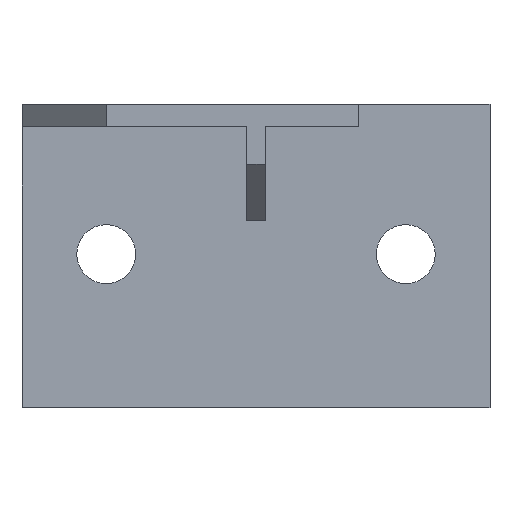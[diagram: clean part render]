
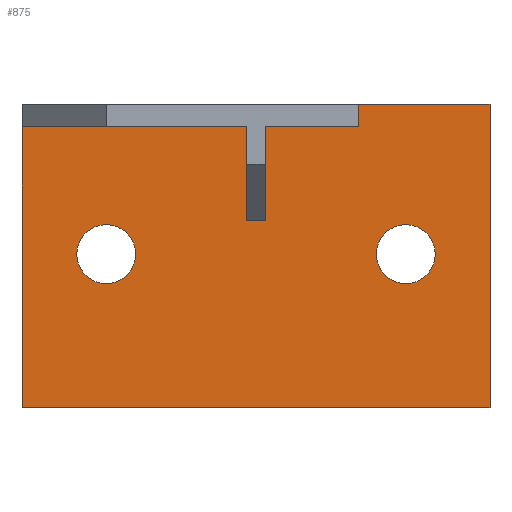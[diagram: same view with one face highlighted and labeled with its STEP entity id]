
A CAD part, left-side view. The second image highlights one B-rep face of the part: STEP entity #875.
In plain terms, the highlighted planar face has unit normal (-1, 0, 0).
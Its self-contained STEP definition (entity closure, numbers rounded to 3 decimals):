
#3 = ORIENTED_EDGE ( 'NONE', *, *, #1276, .F. ) ;
#25 = VERTEX_POINT ( 'NONE', #1311 ) ;
#39 = EDGE_CURVE ( 'NONE', #1189, #811, #432, .T. ) ;
#40 = LINE ( 'NONE', #1083, #838 ) ;
#42 = EDGE_CURVE ( 'NONE', #25, #374, #1552, .T. ) ;
#48 = EDGE_CURVE ( 'NONE', #695, #1453, #40, .T. ) ;
#67 = CARTESIAN_POINT ( 'NONE',  ( 145., 27., -16.75 ) ) ;
#75 = CARTESIAN_POINT ( 'NONE',  ( 145., 10., 0. ) ) ;
#77 = VECTOR ( 'NONE', #1537, 1000. ) ;
#83 = CARTESIAN_POINT ( 'NONE',  ( 145., -14., 2.4 ) ) ;
#103 = LINE ( 'NONE', #511, #594 ) ;
#118 = DIRECTION ( 'NONE',  ( 0., 1., 0. ) ) ;
#119 = ORIENTED_EDGE ( 'NONE', *, *, #439, .F. ) ;
#122 = AXIS2_PLACEMENT_3D ( 'NONE', #949, #1569, #580 ) ;
#130 = ORIENTED_EDGE ( 'NONE', *, *, #1030, .F. ) ;
#132 = CARTESIAN_POINT ( 'NONE',  ( 145., 27., -13.6 ) ) ;
#161 = DIRECTION ( 'NONE',  ( 0., -1., 0. ) ) ;
#171 = DIRECTION ( 'NONE',  ( 0., 0., 1. ) ) ;
#178 = VECTOR ( 'NONE', #605, 1000. ) ;
#205 = CARTESIAN_POINT ( 'NONE',  ( 145., -5., -13.6 ) ) ;
#208 = VECTOR ( 'NONE', #481, 1000. ) ;
#234 = EDGE_LOOP ( 'NONE', ( #130, #339 ) ) ;
#242 = ORIENTED_EDGE ( 'NONE', *, *, #48, .T. ) ;
#250 = CARTESIAN_POINT ( 'NONE',  ( 145., 36., 0. ) ) ;
#264 = CARTESIAN_POINT ( 'NONE',  ( 145., 10., -10. ) ) ;
#268 = VECTOR ( 'NONE', #857, 1000. ) ;
#271 = CARTESIAN_POINT ( 'NONE',  ( 145., 12., 0. ) ) ;
#286 = DIRECTION ( 'NONE',  ( -1., 0., 0. ) ) ;
#294 = EDGE_CURVE ( 'NONE', #772, #536, #1538, .T. ) ;
#307 = VERTEX_POINT ( 'NONE', #398 ) ;
#310 = DIRECTION ( 'NONE',  ( 0., 0., 1. ) ) ;
#339 = ORIENTED_EDGE ( 'NONE', *, *, #42, .F. ) ;
#369 = CARTESIAN_POINT ( 'NONE',  ( 145., 0., 0. ) ) ;
#374 = VERTEX_POINT ( 'NONE', #902 ) ;
#397 = LINE ( 'NONE', #1036, #77 ) ;
#398 = CARTESIAN_POINT ( 'NONE',  ( 145., 12., -10. ) ) ;
#403 = ORIENTED_EDGE ( 'NONE', *, *, #913, .F. ) ;
#412 = VECTOR ( 'NONE', #118, 1000. ) ;
#414 = DIRECTION ( 'NONE',  ( 0., 1., 0. ) ) ;
#432 = LINE ( 'NONE', #694, #1474 ) ;
#439 = EDGE_CURVE ( 'NONE', #1019, #1453, #1191, .T. ) ;
#445 = ORIENTED_EDGE ( 'NONE', *, *, #672, .T. ) ;
#481 = DIRECTION ( 'NONE',  ( 0., 0., 1. ) ) ;
#511 = CARTESIAN_POINT ( 'NONE',  ( 145., -14., 52.649 ) ) ;
#536 = VERTEX_POINT ( 'NONE', #75 ) ;
#553 = VERTEX_POINT ( 'NONE', #1087 ) ;
#561 = PLANE ( 'NONE',  #778 ) ;
#563 = ORIENTED_EDGE ( 'NONE', *, *, #39, .F. ) ;
#580 = DIRECTION ( 'NONE',  ( 0., 0., 1. ) ) ;
#594 = VECTOR ( 'NONE', #1504, 1000. ) ;
#597 = EDGE_CURVE ( 'NONE', #772, #1189, #1495, .T. ) ;
#605 = DIRECTION ( 'NONE',  ( 0., 0., -1. ) ) ;
#614 = CARTESIAN_POINT ( 'NONE',  ( 145., 12., -10. ) ) ;
#650 = CARTESIAN_POINT ( 'NONE',  ( 145., 0., 2.4 ) ) ;
#660 = EDGE_CURVE ( 'NONE', #1626, #307, #1225, .T. ) ;
#668 = ORIENTED_EDGE ( 'NONE', *, *, #294, .T. ) ;
#672 = EDGE_CURVE ( 'NONE', #1626, #695, #887, .T. ) ;
#675 = VECTOR ( 'NONE', #1265, 1000. ) ;
#686 = FACE_BOUND ( 'NONE', #1015, .T. ) ;
#694 = CARTESIAN_POINT ( 'NONE',  ( 145., 36., 2.4 ) ) ;
#695 = VERTEX_POINT ( 'NONE', #250 ) ;
#700 = EDGE_CURVE ( 'NONE', #811, #1019, #103, .T. ) ;
#721 = CIRCLE ( 'NONE', #928, 3.15 ) ;
#746 = LINE ( 'NONE', #1127, #268 ) ;
#772 = VERTEX_POINT ( 'NONE', #1491 ) ;
#778 = AXIS2_PLACEMENT_3D ( 'NONE', #1449, #286, #310 ) ;
#811 = VERTEX_POINT ( 'NONE', #83 ) ;
#825 = FACE_BOUND ( 'NONE', #234, .T. ) ;
#832 = CARTESIAN_POINT ( 'NONE',  ( 145., 0., 2.4 ) ) ;
#838 = VECTOR ( 'NONE', #1558, 1000. ) ;
#857 = DIRECTION ( 'NONE',  ( 0., 0., 1. ) ) ;
#875 = ADVANCED_FACE ( 'NONE', ( #686, #825, #1425 ), #561, .T. ) ;
#878 = DIRECTION ( 'NONE',  ( 0., 0., 1. ) ) ;
#887 = LINE ( 'NONE', #1257, #675 ) ;
#902 = CARTESIAN_POINT ( 'NONE',  ( 145., -5., -10.45 ) ) ;
#913 = EDGE_CURVE ( 'NONE', #1500, #553, #721, .T. ) ;
#916 = CARTESIAN_POINT ( 'NONE',  ( 145., 36., -30. ) ) ;
#928 = AXIS2_PLACEMENT_3D ( 'NONE', #938, #1303, #171 ) ;
#934 = EDGE_LOOP ( 'NONE', ( #668, #1084, #3, #1061, #445, #242, #119, #1306, #563, #1261 ) ) ;
#938 = CARTESIAN_POINT ( 'NONE',  ( 145., 27., -13.6 ) ) ;
#949 = CARTESIAN_POINT ( 'NONE',  ( 145., -5., -13.6 ) ) ;
#956 = ORIENTED_EDGE ( 'NONE', *, *, #1179, .F. ) ;
#976 = CARTESIAN_POINT ( 'NONE',  ( 145., -14., -30. ) ) ;
#1015 = EDGE_LOOP ( 'NONE', ( #956, #403 ) ) ;
#1019 = VERTEX_POINT ( 'NONE', #976 ) ;
#1030 = EDGE_CURVE ( 'NONE', #374, #25, #1121, .T. ) ;
#1036 = CARTESIAN_POINT ( 'NONE',  ( 145., 10., -10. ) ) ;
#1042 = DIRECTION ( 'NONE',  ( -1., 0., 0. ) ) ;
#1044 = CIRCLE ( 'NONE', #1384, 3.15 ) ;
#1061 = ORIENTED_EDGE ( 'NONE', *, *, #660, .F. ) ;
#1083 = CARTESIAN_POINT ( 'NONE',  ( 145., 36., 52.649 ) ) ;
#1084 = ORIENTED_EDGE ( 'NONE', *, *, #1113, .F. ) ;
#1086 = CARTESIAN_POINT ( 'NONE',  ( 145., 36., -30. ) ) ;
#1087 = CARTESIAN_POINT ( 'NONE',  ( 145., 27., -10.45 ) ) ;
#1113 = EDGE_CURVE ( 'NONE', #1262, #536, #746, .T. ) ;
#1121 = CIRCLE ( 'NONE', #1434, 3.15 ) ;
#1127 = CARTESIAN_POINT ( 'NONE',  ( 145., 10., -10. ) ) ;
#1179 = EDGE_CURVE ( 'NONE', #553, #1500, #1044, .T. ) ;
#1189 = VERTEX_POINT ( 'NONE', #650 ) ;
#1191 = LINE ( 'NONE', #916, #1255 ) ;
#1225 = LINE ( 'NONE', #614, #178 ) ;
#1226 = DIRECTION ( 'NONE',  ( -1., 0., 0. ) ) ;
#1255 = VECTOR ( 'NONE', #414, 1000. ) ;
#1257 = CARTESIAN_POINT ( 'NONE',  ( 145., 0., 0. ) ) ;
#1261 = ORIENTED_EDGE ( 'NONE', *, *, #597, .F. ) ;
#1262 = VERTEX_POINT ( 'NONE', #264 ) ;
#1265 = DIRECTION ( 'NONE',  ( 0., 1., 0. ) ) ;
#1276 = EDGE_CURVE ( 'NONE', #307, #1262, #397, .T. ) ;
#1303 = DIRECTION ( 'NONE',  ( -1., 0., 0. ) ) ;
#1306 = ORIENTED_EDGE ( 'NONE', *, *, #700, .F. ) ;
#1311 = CARTESIAN_POINT ( 'NONE',  ( 145., -5., -16.75 ) ) ;
#1384 = AXIS2_PLACEMENT_3D ( 'NONE', #132, #1042, #1532 ) ;
#1425 = FACE_OUTER_BOUND ( 'NONE', #934, .T. ) ;
#1434 = AXIS2_PLACEMENT_3D ( 'NONE', #205, #1226, #878 ) ;
#1449 = CARTESIAN_POINT ( 'NONE',  ( 145., 36., 52.649 ) ) ;
#1453 = VERTEX_POINT ( 'NONE', #1086 ) ;
#1474 = VECTOR ( 'NONE', #161, 1000. ) ;
#1491 = CARTESIAN_POINT ( 'NONE',  ( 145., 0., 0. ) ) ;
#1495 = LINE ( 'NONE', #832, #208 ) ;
#1500 = VERTEX_POINT ( 'NONE', #67 ) ;
#1504 = DIRECTION ( 'NONE',  ( 0., 0., -1. ) ) ;
#1532 = DIRECTION ( 'NONE',  ( 0., 0., 1. ) ) ;
#1537 = DIRECTION ( 'NONE',  ( 0., -1., 0. ) ) ;
#1538 = LINE ( 'NONE', #369, #412 ) ;
#1552 = CIRCLE ( 'NONE', #122, 3.15 ) ;
#1558 = DIRECTION ( 'NONE',  ( 0., 0., -1. ) ) ;
#1569 = DIRECTION ( 'NONE',  ( -1., 0., 0. ) ) ;
#1626 = VERTEX_POINT ( 'NONE', #271 ) ;
